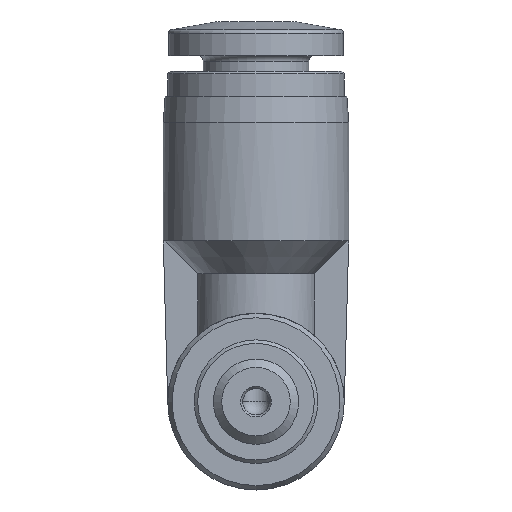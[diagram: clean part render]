
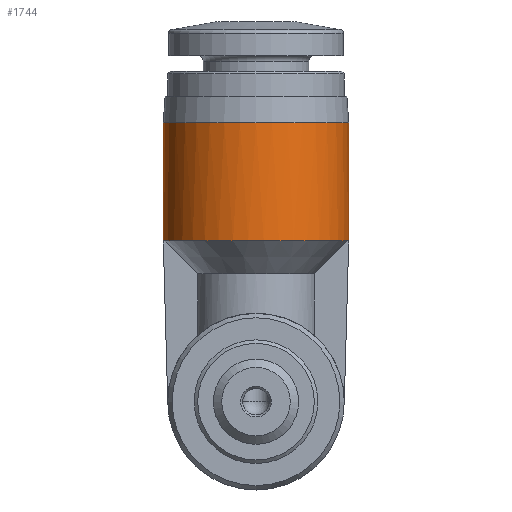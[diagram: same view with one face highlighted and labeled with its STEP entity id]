
A CAD part, front view. The second image highlights one B-rep face of the part: STEP entity #1744.
In plain terms, the highlighted cylindrical face has radius 5.25 mm (diameter 10.5 mm), a full revolution.
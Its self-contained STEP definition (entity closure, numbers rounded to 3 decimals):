
#33=CYLINDRICAL_SURFACE('',#1867,5.25);
#284=ORIENTED_EDGE('',*,*,#558,.F.);
#285=ORIENTED_EDGE('',*,*,#559,.F.);
#286=ORIENTED_EDGE('',*,*,#560,.F.);
#287=ORIENTED_EDGE('',*,*,#540,.F.);
#288=ORIENTED_EDGE('',*,*,#561,.F.);
#289=ORIENTED_EDGE('',*,*,#562,.F.);
#290=ORIENTED_EDGE('',*,*,#557,.T.);
#540=EDGE_CURVE('',#675,#676,#758,.T.);
#557=EDGE_CURVE('',#692,#692,#771,.T.);
#558=EDGE_CURVE('',#693,#694,#772,.T.);
#559=EDGE_CURVE('',#695,#693,#773,.T.);
#560=EDGE_CURVE('',#676,#695,#774,.T.);
#561=EDGE_CURVE('',#696,#675,#775,.T.);
#562=EDGE_CURVE('',#694,#696,#776,.T.);
#675=VERTEX_POINT('',#2537);
#676=VERTEX_POINT('',#2539);
#692=VERTEX_POINT('',#2595);
#693=VERTEX_POINT('',#2598);
#694=VERTEX_POINT('',#2599);
#695=VERTEX_POINT('',#2601);
#696=VERTEX_POINT('',#2604);
#758=CIRCLE('',#1841,5.25);
#771=CIRCLE('',#1866,5.25);
#772=CIRCLE('',#1868,5.25);
#773=CIRCLE('',#1869,5.25);
#774=CIRCLE('',#1870,5.25);
#775=CIRCLE('',#1871,5.25);
#776=CIRCLE('',#1872,5.25);
#862=EDGE_LOOP('',(#284,#285,#286,#287,#288,#289));
#863=EDGE_LOOP('',(#290));
#993=FACE_BOUND('',#862,.T.);
#994=FACE_BOUND('',#863,.T.);
#1744=ADVANCED_FACE('',(#993,#994),#33,.T.);
#1841=AXIS2_PLACEMENT_3D('',#2538,#2067,#2068);
#1866=AXIS2_PLACEMENT_3D('',#2594,#2119,#2120);
#1867=AXIS2_PLACEMENT_3D('',#2596,#2121,#2122);
#1868=AXIS2_PLACEMENT_3D('',#2597,#2123,#2124);
#1869=AXIS2_PLACEMENT_3D('',#2600,#2125,#2126);
#1870=AXIS2_PLACEMENT_3D('',#2602,#2127,#2128);
#1871=AXIS2_PLACEMENT_3D('',#2603,#2129,#2130);
#1872=AXIS2_PLACEMENT_3D('',#2605,#2131,#2132);
#2067=DIRECTION('',(0.,0.,-1.));
#2068=DIRECTION('',(-1.,0.,0.));
#2119=DIRECTION('',(0.,0.,-1.));
#2120=DIRECTION('',(-1.,0.,0.));
#2121=DIRECTION('',(0.,0.,-1.));
#2122=DIRECTION('',(-1.,0.,0.));
#2123=DIRECTION('',(0.,0.,-1.));
#2124=DIRECTION('',(-1.,0.,0.));
#2125=DIRECTION('',(0.,0.,-1.));
#2126=DIRECTION('',(-1.,0.,0.));
#2127=DIRECTION('',(0.,0.,-1.));
#2128=DIRECTION('',(-1.,0.,0.));
#2129=DIRECTION('',(0.,0.,-1.));
#2130=DIRECTION('',(-1.,0.,0.));
#2131=DIRECTION('',(0.,0.,-1.));
#2132=DIRECTION('',(-1.,0.,0.));
#2537=CARTESIAN_POINT('',(5.189,-19.6,9.1));
#2538=CARTESIAN_POINT('',(0.,-18.8,9.1));
#2539=CARTESIAN_POINT('',(-5.189,-19.6,9.1));
#2594=CARTESIAN_POINT('',(0.,-18.8,15.8));
#2595=CARTESIAN_POINT('',(-5.25,-18.8,15.8));
#2596=CARTESIAN_POINT('',(0.,-18.8,0.));
#2597=CARTESIAN_POINT('',(0.,-18.8,9.1));
#2598=CARTESIAN_POINT('',(-5.189,-18.,9.1));
#2599=CARTESIAN_POINT('',(5.189,-18.,9.1));
#2600=CARTESIAN_POINT('',(0.,-18.8,9.1));
#2601=CARTESIAN_POINT('',(-5.25,-18.8,9.1));
#2602=CARTESIAN_POINT('',(0.,-18.8,9.1));
#2603=CARTESIAN_POINT('',(0.,-18.8,9.1));
#2604=CARTESIAN_POINT('',(5.25,-18.8,9.1));
#2605=CARTESIAN_POINT('',(0.,-18.8,9.1));
